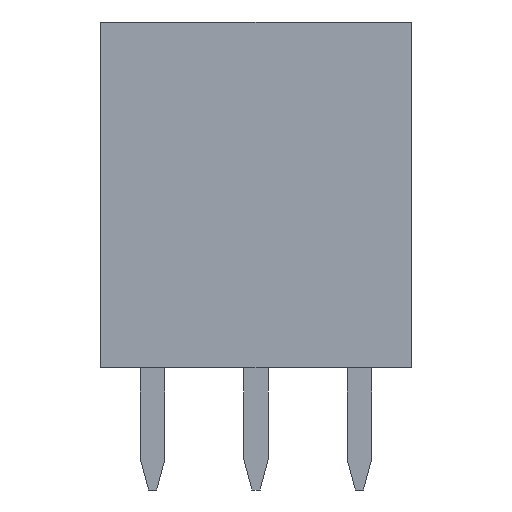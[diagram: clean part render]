
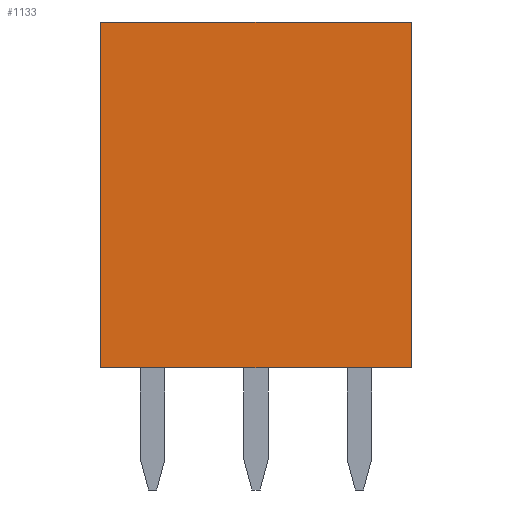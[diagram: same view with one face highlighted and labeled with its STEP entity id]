
A CAD part, front view. The second image highlights one B-rep face of the part: STEP entity #1133.
In plain terms, the highlighted planar face has unit normal (0, -1, 0).
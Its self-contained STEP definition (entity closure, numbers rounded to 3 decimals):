
#1133=ADVANCED_FACE('',(#2453),#2455,.T.);
#2453=FACE_BOUND('',#2454,.T.);
#2454=EDGE_LOOP('',(#3493,#3494,#3495,#3496));
#2455=PLANE('',#2456);
#2456=AXIS2_PLACEMENT_3D('',#2457,#2458,#2459);
#2457=CARTESIAN_POINT('',(-1.27,-1.27,0.));
#2458=DIRECTION('',(0.,-1.,0.));
#2459=DIRECTION('',(1.,0.,0.));
#3493=ORIENTED_EDGE('',*,*,#4112,.T.);
#3494=ORIENTED_EDGE('',*,*,#4046,.T.);
#3495=ORIENTED_EDGE('',*,*,#4103,.F.);
#3496=ORIENTED_EDGE('',*,*,#4051,.F.);
#4046=EDGE_CURVE('',#4715,#4713,#4716,.T.);
#4051=EDGE_CURVE('',#4721,#4723,#4724,.T.);
#4103=EDGE_CURVE('',#4723,#4713,#4803,.T.);
#4112=EDGE_CURVE('',#4721,#4715,#4816,.T.);
#4713=VERTEX_POINT('',#6093);
#4715=VERTEX_POINT('',#6097);
#4716=LINE('',#6098,#6099);
#4721=VERTEX_POINT('',#6111);
#4723=VERTEX_POINT('',#6115);
#4724=LINE('',#6116,#6117);
#4803=LINE('',#6303,#6304);
#4816=LINE('',#6334,#6335);
#6093=CARTESIAN_POINT('',(6.35,-1.27,8.5));
#6097=CARTESIAN_POINT('',(6.35,-1.27,0.));
#6098=CARTESIAN_POINT('',(6.35,-1.27,0.));
#6099=VECTOR('',#6100,1.);
#6100=DIRECTION('',(0.,0.,1.));
#6111=CARTESIAN_POINT('',(-1.27,-1.27,0.));
#6115=CARTESIAN_POINT('',(-1.27,-1.27,8.5));
#6116=CARTESIAN_POINT('',(-1.27,-1.27,0.));
#6117=VECTOR('',#6118,1.);
#6118=DIRECTION('',(0.,0.,1.));
#6303=CARTESIAN_POINT('',(-1.27,-1.27,8.5));
#6304=VECTOR('',#6305,1.);
#6305=DIRECTION('',(1.,0.,0.));
#6334=CARTESIAN_POINT('',(-1.27,-1.27,0.));
#6335=VECTOR('',#6336,1.);
#6336=DIRECTION('',(1.,0.,0.));
